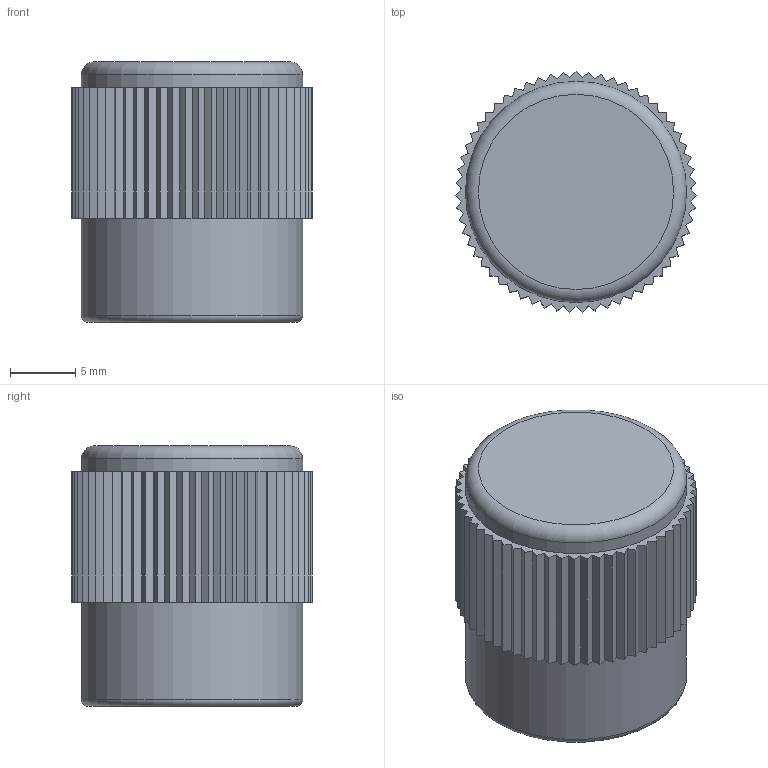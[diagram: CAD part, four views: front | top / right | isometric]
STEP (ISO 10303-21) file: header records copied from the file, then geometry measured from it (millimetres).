
FILE_DESCRIPTION(/* description */ (''),/* implementation_level */ '2;1');
FILE_NAME(/* name */ 'encoder_knob.step',/* time_stamp */ '2021-05-15T21:41:16-07:00',/* author */ (''),/* organization */ (''),/* preprocessor_version */ 'ST-DEVELOPER v18.1',/* originating_system */ 'Autodesk Translation Framework v10.6.0.1341',/* authorisation */ '');
FILE_SCHEMA (('AUTOMOTIVE_DESIGN { 1 0 10303 214 3 1 1 }'));
Length unit declared in the file: millimetre
Products named in the file (1): Knob_Blank
Bounding box: 18.49 x 18.49 x 20 mm (x, y, z)
Volume: 3332.7 mm3; surface area: 2321.8 mm2
Topology: 1 solids, 1 shells, 133 faces, 379 edges, 252 vertices
Faces by surface type: plane 125, cylinder 6, torus 2
Full cylindrical faces by diameter (mm): 14 x1, 17 x2
Entity records: 4282 total; most frequent: CARTESIAN_POINT 765, ORIENTED_EDGE 758, DIRECTION 663, EDGE_CURVE 379, LINE 363, VECTOR 363, VERTEX_POINT 252, AXIS2_PLACEMENT_3D 150
